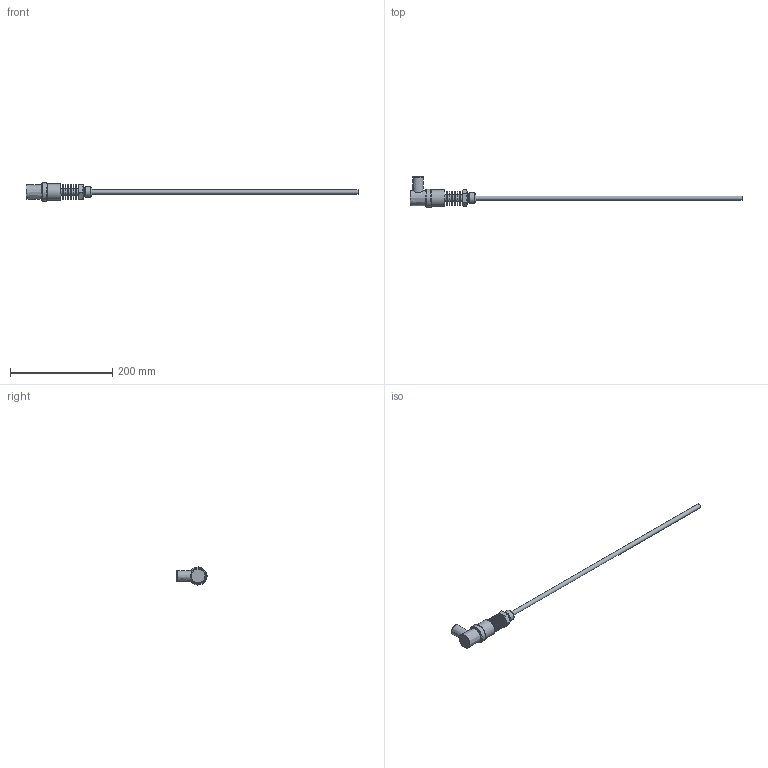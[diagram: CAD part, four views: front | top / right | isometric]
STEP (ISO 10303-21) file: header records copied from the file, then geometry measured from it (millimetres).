
FILE_DESCRIPTION(('FreeCAD Model'),'2;1');
FILE_NAME('Open CASCADE Shape Model','2025-04-26T09:26:44',('FreeCAD'),( 'FreeCAD'),'Open CASCADE STEP processor 7.6','FreeCAD','Unknown');
FILE_SCHEMA(('AUTOMOTIVE_DESIGN { 1 0 10303 214 1 1 1 1 }'));
Length unit declared in the file: millimetre
Products named in the file (1): Open CASCADE STEP translator 7.6 1
Bounding box: 650.96 x 59.49 x 35.49 mm (x, y, z)
Volume: 111133 mm3; surface area: 34632.6 mm2
Topology: 1 solids, 1 shells, 60 faces, 104 edges, 67 vertices
Faces by surface type: bspline 60
Entity records: 2567 total; most frequent: CARTESIAN_POINT 1873, ORIENTED_EDGE 208, EDGE_CURVE 104, FACE_BOUND 81, EDGE_LOOP 81, VERTEX_POINT 67, ADVANCED_FACE 60, B_SPLINE_CURVE_WITH_KNOTS 47
